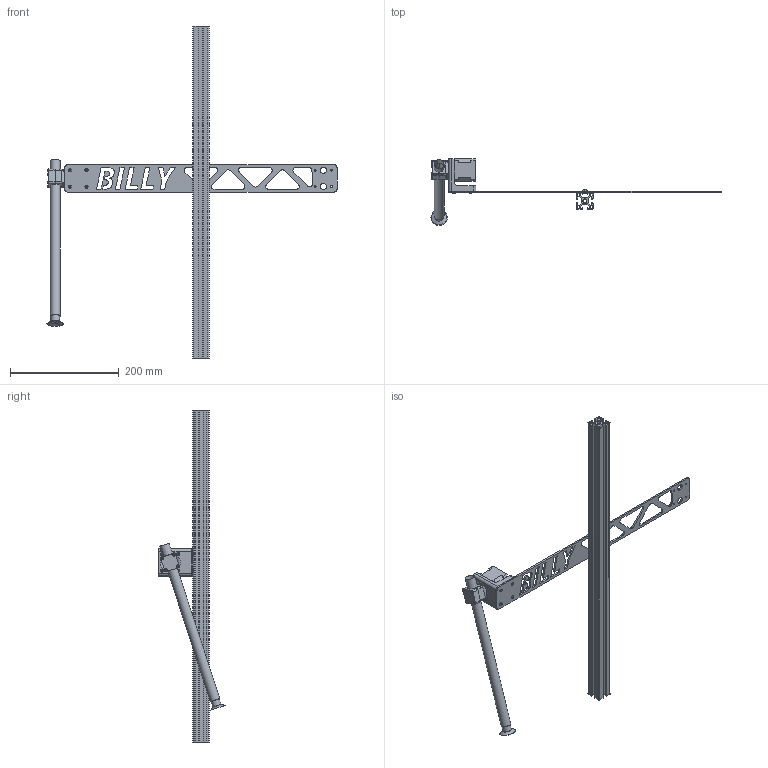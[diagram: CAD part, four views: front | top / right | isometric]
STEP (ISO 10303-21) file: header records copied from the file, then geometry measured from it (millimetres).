
FILE_DESCRIPTION(/* description */ ('STEP AP242','CAx-IF Rec.Pracs.---Representation and Presentation of Product Manufacturing Information (PMI)---4.0---2014-10-13','CAx-IF Rec.Pracs.---3D Tessellated Geometry---0.4---2014-09-14','2;1'),/* implementation_level */ '2;1');
FILE_NAME(/* name */ '6518989e8bd7777d431d59f1',/* time_stamp */ '2023-09-30T21:52:32Z',/* author */ (''),/* organization */ (''),/* preprocessor_version */ 'ST-DEVELOPER v19.4',/* originating_system */ ' ',/* authorisation */ ' ');
FILE_SCHEMA (('AP242_MANAGED_MODEL_BASED_3D_ENGINEERING_MIM_LF { 1 0 10303 442 1 1 4 }'));
Length unit declared in the file: metre
Products named in the file (12): billy_assembly; gripper_mount_front; Socket button head screw M3x0.5 x 6; Socket button head screw M3x0.5 x 10; tube; gripper_mount_back; Part 1; 5537T784_T-Slotted Framing; billy_frame; Socket button head screw M5x0.8 x 5; stepper_mount; Nema 17 Stepper Motor v5
Assembly tree (22 placements, depth 2):
  billy_assembly
    gripper_mount_front
    Socket button head screw M3x0.5 x 6  x4
    Socket button head screw M3x0.5 x 10  x8
    tube
    gripper_mount_back
    Part 1
    5537T784_T-Slotted Framing
    billy_frame
    Socket button head screw M5x0.8 x 5  x2
    stepper_mount
    Nema 17 Stepper Motor v5
Bounding box: 532.5 x 122.46 x 609.6 mm (x, y, z)
Volume: 382646.8 mm3; surface area: 306018.2 mm2
Topology: 22 solids, 22 shells, 733 faces, 1852 edges, 1184 vertices
Faces by surface type: plane 479, cylinder 176, cone 30, bspline 18, torus 16, sphere 14
Full cylindrical faces by diameter (mm): 2.8 x4, 2.85 x4, 3 x16, 3.1 x8, 3.2 x4, 3.5 x4, 4 x1, 5 x4, 5.2 x1, 5.4 x1, 6 x4, 6.1 x2, 7.06 x1, 7.25 x1, 9 x2, 9.3 x1, 9.4 x1, 10 x1, 16 x1, 17.5 x1, 18 x1, 22 x1, 25 x1
Entity records: 16665 total; most frequent: CARTESIAN_POINT 2992, DIRECTION 2659, ORIENTED_EDGE 2574, EDGE_CURVE 1287, AXIS2_PLACEMENT_3D 892, VERTEX_POINT 879, LINE 875, VECTOR 875
